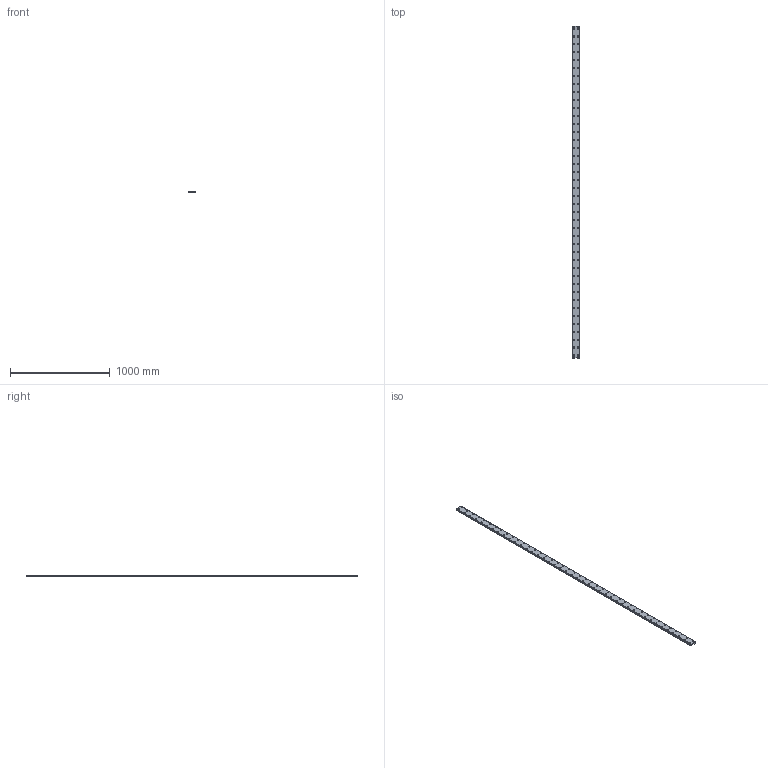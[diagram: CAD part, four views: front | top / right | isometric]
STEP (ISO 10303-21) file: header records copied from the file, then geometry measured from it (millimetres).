
FILE_DESCRIPTION(('STEP AP214'),'1');
FILE_NAME('cctmp_8CB6B649-1C0A-4D4A-B916-5B9D8C306E32_2021_03_08_10_43_01_0432..stp','2021-03-08T09:43:01',('HIWIN GmbH'),('CADClick - www.CADClick.com'),'Spatial InterOp 3D',' ','unknown authorization');
FILE_SCHEMA(('AUTOMOTIVE_DESIGN'));
Length unit declared in the file: millimetre
Products named in the file (1): WER35R3330H_FILE
Bounding box: 69 x 3330 x 19 mm (x, y, z)
Volume: 4017595.7 mm3; surface area: 649048.5 mm2
Topology: 1 solids, 1 shells, 859 faces, 1803 edges, 1202 vertices
Faces by surface type: cylinder 522, plane 337
Entity records: 30357 total; most frequent: DIRECTION 4567, CARTESIAN_POINT 3865, ORIENTED_EDGE 3606, AXIS2_PLACEMENT_3D 1904, EDGE_CURVE 1803, VERTEX_POINT 1202, EDGE_LOOP 1115, CIRCLE 1044
